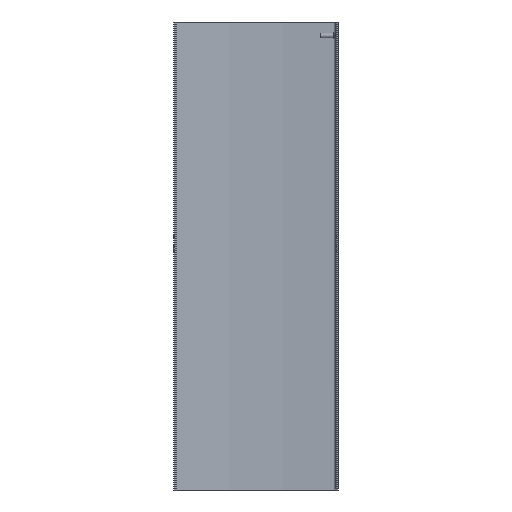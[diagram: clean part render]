
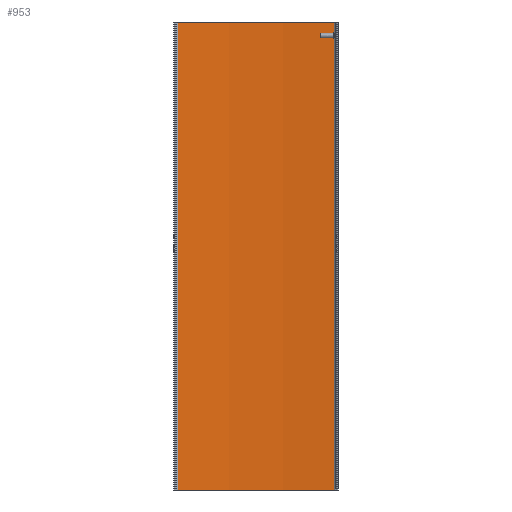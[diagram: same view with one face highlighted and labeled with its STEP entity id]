
A CAD part, front view. The second image highlights one B-rep face of the part: STEP entity #953.
In plain terms, the highlighted cylindrical face has radius 320.2 mm (diameter 640.4 mm), a partial arc.
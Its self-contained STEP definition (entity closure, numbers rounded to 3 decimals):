
#84=CIRCLE('',#1056,320.2);
#85=CIRCLE('',#1057,320.2);
#188=ORIENTED_EDGE('',*,*,#448,.F.);
#189=ORIENTED_EDGE('',*,*,#449,.F.);
#190=ORIENTED_EDGE('',*,*,#450,.T.);
#191=ORIENTED_EDGE('',*,*,#446,.T.);
#446=EDGE_CURVE('',#570,#569,#647,.T.);
#448=EDGE_CURVE('',#571,#569,#84,.T.);
#449=EDGE_CURVE('',#572,#571,#648,.T.);
#450=EDGE_CURVE('',#572,#570,#85,.T.);
#569=VERTEX_POINT('',#1555);
#570=VERTEX_POINT('',#1557);
#571=VERTEX_POINT('',#1561);
#572=VERTEX_POINT('',#1563);
#647=LINE('',#1556,#732);
#648=LINE('',#1562,#733);
#732=VECTOR('',#1220,1000.);
#733=VECTOR('',#1227,1000.);
#805=EDGE_LOOP('',(#188,#189,#190,#191));
#868=FACE_BOUND('',#805,.T.);
#927=CYLINDRICAL_SURFACE('',#1055,320.2);
#953=ADVANCED_FACE('',(#868),#927,.F.);
#1055=AXIS2_PLACEMENT_3D('',#1559,#1223,#1224);
#1056=AXIS2_PLACEMENT_3D('',#1560,#1225,#1226);
#1057=AXIS2_PLACEMENT_3D('',#1564,#1228,#1229);
#1220=DIRECTION('',(0.,0.,-1.));
#1223=DIRECTION('',(0.,0.,-1.));
#1224=DIRECTION('',(-1.,0.,0.));
#1225=DIRECTION('',(0.,0.,1.));
#1226=DIRECTION('',(1.,0.,0.));
#1227=DIRECTION('',(0.,0.,-1.));
#1228=DIRECTION('',(0.,0.,1.));
#1229=DIRECTION('',(1.,0.,0.));
#1555=CARTESIAN_POINT('',(-35.522,6.224,-104.));
#1556=CARTESIAN_POINT('',(-35.522,6.224,104.));
#1557=CARTESIAN_POINT('',(-35.522,6.224,104.));
#1559=CARTESIAN_POINT('',(0.,-312.,104.));
#1560=CARTESIAN_POINT('',(0.,-312.,-104.));
#1561=CARTESIAN_POINT('',(35.522,6.224,-104.));
#1562=CARTESIAN_POINT('',(35.522,6.224,104.));
#1563=CARTESIAN_POINT('',(35.522,6.224,104.));
#1564=CARTESIAN_POINT('',(0.,-312.,104.));
